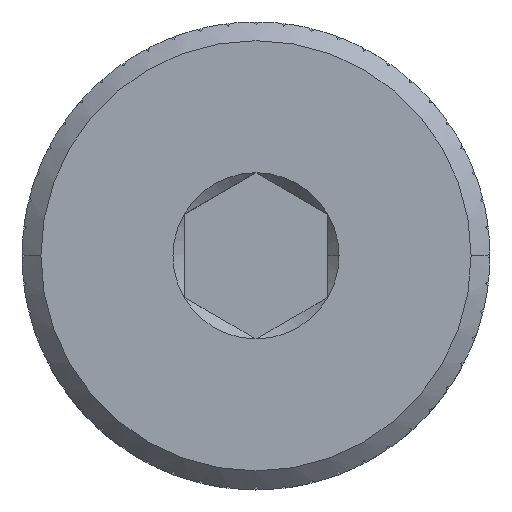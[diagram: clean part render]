
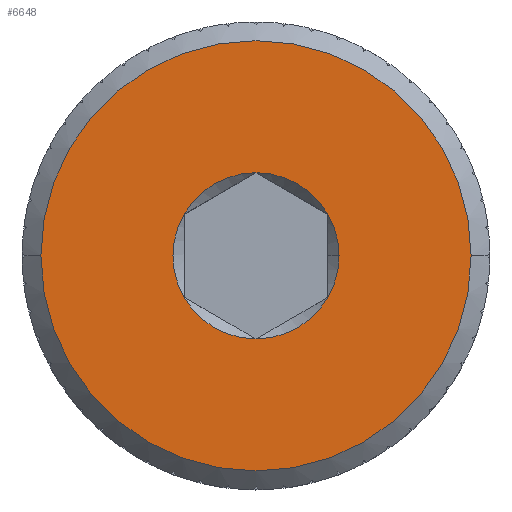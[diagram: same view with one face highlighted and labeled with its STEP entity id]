
A CAD part, top view. The second image highlights one B-rep face of the part: STEP entity #6648.
In plain terms, the highlighted planar face has unit normal (0, 0, 1).
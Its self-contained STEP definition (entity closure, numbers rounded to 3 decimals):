
#85 = AXIS2_PLACEMENT_3D ( 'NONE', #6577, #7756, #4630 ) ;
#185 = EDGE_CURVE ( 'NONE', #1196, #4718, #2140, .T. ) ;
#201 = CIRCLE ( 'NONE', #7582, 2.309 ) ;
#203 = CARTESIAN_POINT ( 'NONE',  ( 0., 0., 0. ) ) ;
#400 = DIRECTION ( 'NONE',  ( 0., 0., 1. ) ) ;
#575 = EDGE_CURVE ( 'NONE', #4225, #6687, #3987, .T. ) ;
#652 = AXIS2_PLACEMENT_3D ( 'NONE', #6873, #2612, #5100 ) ;
#684 = EDGE_CURVE ( 'NONE', #5630, #6590, #6649, .T. ) ;
#823 = DIRECTION ( 'NONE',  ( -1., 0., 0. ) ) ;
#855 = EDGE_CURVE ( 'NONE', #1724, #1196, #2723, .T. ) ;
#899 = DIRECTION ( 'NONE',  ( 0., 0., -1. ) ) ;
#959 = DIRECTION ( 'NONE',  ( 0., 0., 1. ) ) ;
#977 = FACE_BOUND ( 'NONE', #4465, .T. ) ;
#1196 = VERTEX_POINT ( 'NONE', #2533 ) ;
#1282 = VERTEX_POINT ( 'NONE', #2620 ) ;
#1336 = ORIENTED_EDGE ( 'NONE', *, *, #6775, .F. ) ;
#1363 = FACE_OUTER_BOUND ( 'NONE', #7746, .T. ) ;
#1565 = CARTESIAN_POINT ( 'NONE',  ( 2., -1.155, 0. ) ) ;
#1595 = DIRECTION ( 'NONE',  ( 1., 0., 0. ) ) ;
#1724 = VERTEX_POINT ( 'NONE', #1969 ) ;
#1814 = EDGE_CURVE ( 'NONE', #1282, #5630, #201, .T. ) ;
#1879 = AXIS2_PLACEMENT_3D ( 'NONE', #2947, #400, #4103 ) ;
#1969 = CARTESIAN_POINT ( 'NONE',  ( -2., -1.155, 0. ) ) ;
#2022 = CARTESIAN_POINT ( 'NONE',  ( 0., 2.309, 0. ) ) ;
#2054 = CARTESIAN_POINT ( 'NONE',  ( 0., 0., 0. ) ) ;
#2115 = VERTEX_POINT ( 'NONE', #5855 ) ;
#2140 = CIRCLE ( 'NONE', #6351, 2.309 ) ;
#2193 = DIRECTION ( 'NONE',  ( 0., 0., 1. ) ) ;
#2196 = ORIENTED_EDGE ( 'NONE', *, *, #575, .T. ) ;
#2219 = DIRECTION ( 'NONE',  ( 0., 0., 1. ) ) ;
#2233 = ORIENTED_EDGE ( 'NONE', *, *, #185, .F. ) ;
#2242 = CARTESIAN_POINT ( 'NONE',  ( 2., 1.155, 0. ) ) ;
#2533 = CARTESIAN_POINT ( 'NONE',  ( 0., -2.309, 0. ) ) ;
#2612 = DIRECTION ( 'NONE',  ( 0., 0., 1. ) ) ;
#2620 = CARTESIAN_POINT ( 'NONE',  ( 2.309, 0., 0. ) ) ;
#2723 = CIRCLE ( 'NONE', #1879, 2.309 ) ;
#2907 = ORIENTED_EDGE ( 'NONE', *, *, #684, .F. ) ;
#2947 = CARTESIAN_POINT ( 'NONE',  ( 0., 0., 0. ) ) ;
#3272 = DIRECTION ( 'NONE',  ( 1., 0., 0. ) ) ;
#3295 = DIRECTION ( 'NONE',  ( 0., 0., 1. ) ) ;
#3353 = CARTESIAN_POINT ( 'NONE',  ( 5.98, 0., 0. ) ) ;
#3354 = CARTESIAN_POINT ( 'NONE',  ( 0., 0., 0. ) ) ;
#3403 = DIRECTION ( 'NONE',  ( 1., 0., 0. ) ) ;
#3878 = DIRECTION ( 'NONE',  ( 0., 0., 1. ) ) ;
#3934 = DIRECTION ( 'NONE',  ( 0., 0., 1. ) ) ;
#3987 = CIRCLE ( 'NONE', #5820, 5.98 ) ;
#4103 = DIRECTION ( 'NONE',  ( 1., 0., 0. ) ) ;
#4225 = VERTEX_POINT ( 'NONE', #5461 ) ;
#4257 = CIRCLE ( 'NONE', #7653, 2.309 ) ;
#4372 = CIRCLE ( 'NONE', #6041, 2.309 ) ;
#4465 = EDGE_LOOP ( 'NONE', ( #1336, #8009, #2907, #7394, #5226, #2233, #7228 ) ) ;
#4630 = DIRECTION ( 'NONE',  ( 1., 0., 0. ) ) ;
#4718 = VERTEX_POINT ( 'NONE', #1565 ) ;
#5100 = DIRECTION ( 'NONE',  ( 1., 0., 0. ) ) ;
#5214 = AXIS2_PLACEMENT_3D ( 'NONE', #203, #3878, #6925 ) ;
#5223 = PLANE ( 'NONE',  #7714 ) ;
#5226 = ORIENTED_EDGE ( 'NONE', *, *, #7925, .F. ) ;
#5418 = EDGE_CURVE ( 'NONE', #6590, #2115, #6940, .T. ) ;
#5461 = CARTESIAN_POINT ( 'NONE',  ( -5.98, 0., 0. ) ) ;
#5630 = VERTEX_POINT ( 'NONE', #2242 ) ;
#5769 = CARTESIAN_POINT ( 'NONE',  ( 0., 0., 0. ) ) ;
#5820 = AXIS2_PLACEMENT_3D ( 'NONE', #6609, #2219, #6526 ) ;
#5855 = CARTESIAN_POINT ( 'NONE',  ( -2., 1.155, 0. ) ) ;
#6041 = AXIS2_PLACEMENT_3D ( 'NONE', #7749, #959, #1595 ) ;
#6351 = AXIS2_PLACEMENT_3D ( 'NONE', #7887, #2193, #6637 ) ;
#6468 = EDGE_CURVE ( 'NONE', #6687, #4225, #7413, .T. ) ;
#6526 = DIRECTION ( 'NONE',  ( -1., 0., 0. ) ) ;
#6577 = CARTESIAN_POINT ( 'NONE',  ( 0., 0., 0. ) ) ;
#6590 = VERTEX_POINT ( 'NONE', #2022 ) ;
#6609 = CARTESIAN_POINT ( 'NONE',  ( 0., 0., 0. ) ) ;
#6637 = DIRECTION ( 'NONE',  ( 1., 0., 0. ) ) ;
#6648 = ADVANCED_FACE ( 'NONE', ( #1363, #977 ), #5223, .F. ) ;
#6649 = CIRCLE ( 'NONE', #652, 2.309 ) ;
#6687 = VERTEX_POINT ( 'NONE', #3353 ) ;
#6711 = ORIENTED_EDGE ( 'NONE', *, *, #6468, .T. ) ;
#6775 = EDGE_CURVE ( 'NONE', #2115, #1724, #4372, .T. ) ;
#6873 = CARTESIAN_POINT ( 'NONE',  ( 0., 0., 0. ) ) ;
#6925 = DIRECTION ( 'NONE',  ( -1., 0., 0. ) ) ;
#6940 = CIRCLE ( 'NONE', #85, 2.309 ) ;
#7228 = ORIENTED_EDGE ( 'NONE', *, *, #855, .F. ) ;
#7394 = ORIENTED_EDGE ( 'NONE', *, *, #1814, .F. ) ;
#7413 = CIRCLE ( 'NONE', #5214, 5.98 ) ;
#7582 = AXIS2_PLACEMENT_3D ( 'NONE', #3354, #3934, #3403 ) ;
#7653 = AXIS2_PLACEMENT_3D ( 'NONE', #5769, #3295, #3272 ) ;
#7714 = AXIS2_PLACEMENT_3D ( 'NONE', #2054, #899, #823 ) ;
#7746 = EDGE_LOOP ( 'NONE', ( #2196, #6711 ) ) ;
#7749 = CARTESIAN_POINT ( 'NONE',  ( 0., 0., 0. ) ) ;
#7756 = DIRECTION ( 'NONE',  ( 0., 0., 1. ) ) ;
#7887 = CARTESIAN_POINT ( 'NONE',  ( 0., 0., 0. ) ) ;
#7925 = EDGE_CURVE ( 'NONE', #4718, #1282, #4257, .T. ) ;
#8009 = ORIENTED_EDGE ( 'NONE', *, *, #5418, .F. ) ;
